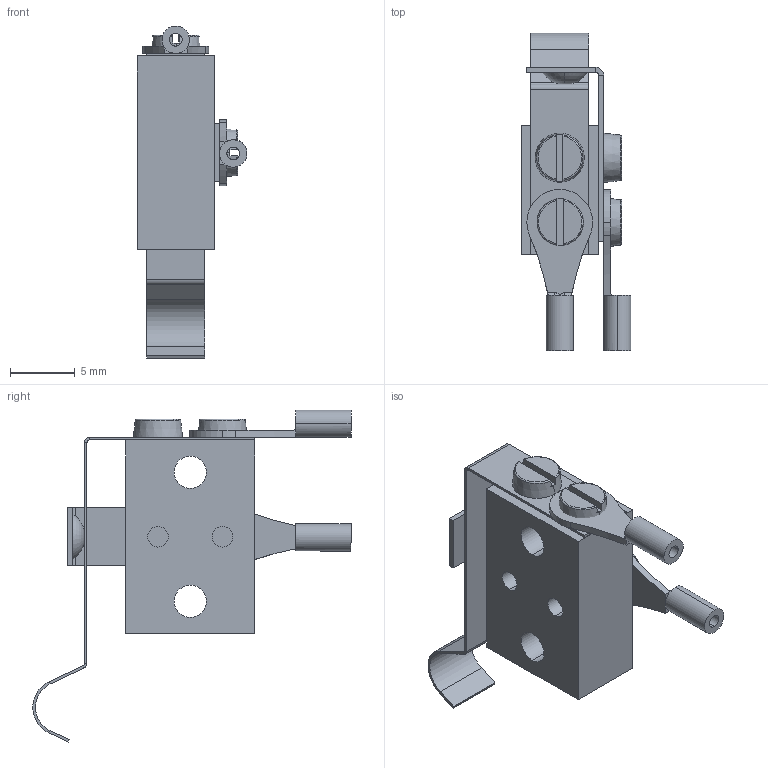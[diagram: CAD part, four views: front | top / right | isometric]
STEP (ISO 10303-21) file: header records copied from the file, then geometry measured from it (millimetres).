
FILE_DESCRIPTION (( 'STEP AP214' ), '1' );
FILE_NAME ('363-SWITCH-1.STEP', '2014-11-17T13:03:04', ( '' ), ( '' ), 'SwSTEP 2.0', 'SolidWorks 2014', '' );
FILE_SCHEMA (( 'AUTOMOTIVE_DESIGN' ));
Length unit declared in the file: millimetre
Products named in the file (6): 9360-Ring-X-X_9360-Ring-1.0-M2; ISO 1207 - M2 x 5 --- 5N_ISO 1207 - M2 x 5 --- 5N; 9363-SWITCH-2_9363-SWITCH-2-abgel„ngt-VG; 9363-SWITCH-1_9363-SWITCH-1-abgel„ngt-VG; 9363-SWITCH-1-1; 363-SWITCH-1
Assembly tree (9 placements, depth 2):
  363-SWITCH-1
    9363-SWITCH-1-1
    9363-SWITCH-1_9363-SWITCH-1-abgel„ngt-VG
    9363-SWITCH-2_9363-SWITCH-2-abgel„ngt-VG
    ISO 1207 - M2 x 5 --- 5N_ISO 1207 - M2 x 5 --- 5N  x4
    9360-Ring-X-X_9360-Ring-1.0-M2  x2
Bounding box: 8.52 x 24.65 x 25.72 mm (x, y, z)
Volume: 997 mm3; surface area: 1909.3 mm2
Topology: 9 solids, 9 shells, 180 faces, 432 edges, 270 vertices
Faces by surface type: plane 88, cylinder 70, torus 12, cone 8, bspline 2
Entity records: 4032 total; most frequent: CARTESIAN_POINT 805, DIRECTION 638, ORIENTED_EDGE 580, EDGE_CURVE 290, AXIS2_PLACEMENT_3D 243, VERTEX_POINT 177, VECTOR 152, LINE 152
